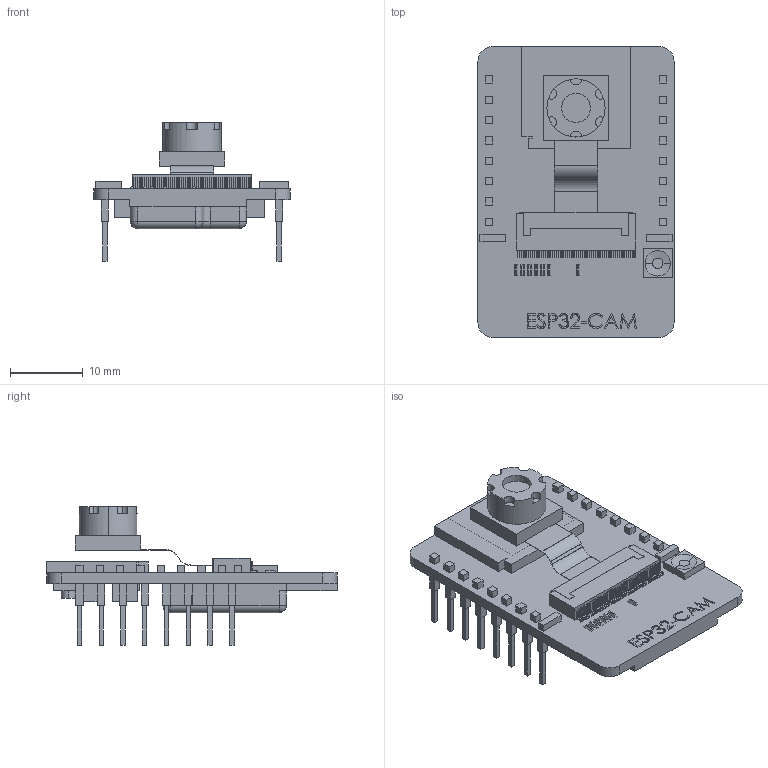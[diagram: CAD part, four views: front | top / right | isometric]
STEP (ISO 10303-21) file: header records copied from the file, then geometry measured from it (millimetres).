
FILE_DESCRIPTION (( 'STEP AP214' ), '1' );
FILE_NAME ('ESP32-S.STEP', '2024-01-28T04:26:18', ( '' ), ( '' ), 'SwSTEP 2.0', 'SolidWorks 2018', '' );
FILE_SCHEMA (( 'AUTOMOTIVE_DESIGN' ));
Length unit declared in the file: millimetre
Products named in the file (1): ESP32-S
Bounding box: 27 x 40 x 19.1 mm (x, y, z)
Volume: 3683.2 mm3; surface area: 4350 mm2
Topology: 1 solids, 1 shells, 1251 faces, 3453 edges, 2293 vertices
Faces by surface type: plane 1103, bspline 106, cylinder 34, sphere 5, cone 2, torus 1
Entity records: 49680 total; most frequent: CARTESIAN_POINT 12859, ORIENTED_EDGE 6896, DIRECTION 5613, EDGE_CURVE 3448, VECTOR 3151, LINE 3151, VERTEX_POINT 2293, EDGE_LOOP 1455
